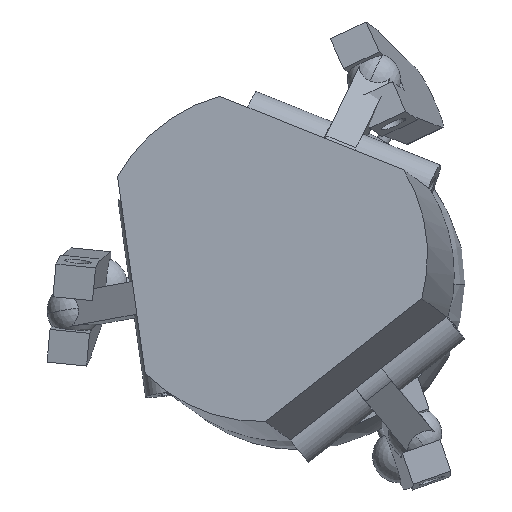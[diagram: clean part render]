
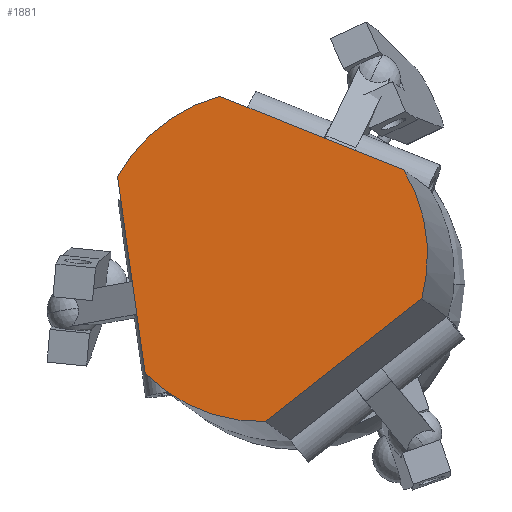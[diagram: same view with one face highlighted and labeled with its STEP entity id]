
A CAD part, left-side view. The second image highlights one B-rep face of the part: STEP entity #1881.
In plain terms, the highlighted face is planar.
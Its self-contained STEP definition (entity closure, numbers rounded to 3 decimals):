
#13 = ORIENTED_EDGE ( 'NONE', *, *, #2858, .T. ) ;
#65 = AXIS2_PLACEMENT_3D ( 'NONE', #2416, #1106, #129 ) ;
#129 = DIRECTION ( 'NONE',  ( 1., 0., 0. ) ) ;
#164 = EDGE_CURVE ( 'NONE', #2354, #2989, #3180, .T. ) ;
#173 = DIRECTION ( 'NONE',  ( 0., 0., 1. ) ) ;
#217 = AXIS2_PLACEMENT_3D ( 'NONE', #3038, #1082, #236 ) ;
#236 = DIRECTION ( 'NONE',  ( 1., 0., 0. ) ) ;
#460 = FACE_OUTER_BOUND ( 'NONE', #2292, .T. ) ;
#471 = ORIENTED_EDGE ( 'NONE', *, *, #164, .T. ) ;
#654 = DIRECTION ( 'NONE',  ( 0., 0., 1. ) ) ;
#757 = CIRCLE ( 'NONE', #3339, 25. ) ;
#872 = ORIENTED_EDGE ( 'NONE', *, *, #1583, .T. ) ;
#980 = VERTEX_POINT ( 'NONE', #2313 ) ;
#1026 = EDGE_CURVE ( 'NONE', #3249, #1667, #1152, .T. ) ;
#1082 = DIRECTION ( 'NONE',  ( 0., 0., 1. ) ) ;
#1106 = DIRECTION ( 'NONE',  ( 0., 0., 1. ) ) ;
#1143 = CARTESIAN_POINT ( 'NONE',  ( -24.821, 2.99, 50. ) ) ;
#1152 = CIRCLE ( 'NONE', #65, 25. ) ;
#1262 = DIRECTION ( 'NONE',  ( -1., 0., 0. ) ) ;
#1341 = LINE ( 'NONE', #1143, #3168 ) ;
#1537 = CARTESIAN_POINT ( 'NONE',  ( -15., 20., 50. ) ) ;
#1583 = EDGE_CURVE ( 'NONE', #1667, #980, #2919, .T. ) ;
#1667 = VERTEX_POINT ( 'NONE', #1712 ) ;
#1712 = CARTESIAN_POINT ( 'NONE',  ( 9.821, -22.99, 50. ) ) ;
#1834 = VERTEX_POINT ( 'NONE', #3024 ) ;
#1881 = ADVANCED_FACE ( 'NONE', ( #460 ), #2872, .T. ) ;
#1882 = VECTOR ( 'NONE', #1262, 1000. ) ;
#1900 = DIRECTION ( 'NONE',  ( 1., 0., 0. ) ) ;
#2292 = EDGE_LOOP ( 'NONE', ( #3010, #2568, #872, #13, #471, #2297 ) ) ;
#2297 = ORIENTED_EDGE ( 'NONE', *, *, #2999, .T. ) ;
#2313 = CARTESIAN_POINT ( 'NONE',  ( 24.821, 2.99, 50. ) ) ;
#2354 = VERTEX_POINT ( 'NONE', #3403 ) ;
#2416 = CARTESIAN_POINT ( 'NONE',  ( 0., 0., 50. ) ) ;
#2508 = CIRCLE ( 'NONE', #3148, 25. ) ;
#2540 = DIRECTION ( 'NONE',  ( 0.5, -0.866, 0. ) ) ;
#2568 = ORIENTED_EDGE ( 'NONE', *, *, #1026, .T. ) ;
#2624 = CARTESIAN_POINT ( 'NONE',  ( -9.821, -22.99, 50. ) ) ;
#2661 = DIRECTION ( 'NONE',  ( 0.5, 0.866, 0. ) ) ;
#2736 = EDGE_CURVE ( 'NONE', #1834, #3249, #1341, .T. ) ;
#2858 = EDGE_CURVE ( 'NONE', #980, #2354, #2508, .T. ) ;
#2860 = CARTESIAN_POINT ( 'NONE',  ( 0., 0., 50. ) ) ;
#2872 = PLANE ( 'NONE',  #217 ) ;
#2919 = LINE ( 'NONE', #2930, #3086 ) ;
#2930 = CARTESIAN_POINT ( 'NONE',  ( 9.821, -22.99, 50. ) ) ;
#2957 = CARTESIAN_POINT ( 'NONE',  ( 15., 20., 50. ) ) ;
#2989 = VERTEX_POINT ( 'NONE', #1537 ) ;
#2991 = DIRECTION ( 'NONE',  ( 1., 0., 0. ) ) ;
#2999 = EDGE_CURVE ( 'NONE', #2989, #1834, #757, .T. ) ;
#3010 = ORIENTED_EDGE ( 'NONE', *, *, #2736, .T. ) ;
#3024 = CARTESIAN_POINT ( 'NONE',  ( -24.821, 2.99, 50. ) ) ;
#3038 = CARTESIAN_POINT ( 'NONE',  ( 0., 0., 50. ) ) ;
#3086 = VECTOR ( 'NONE', #2661, 1000. ) ;
#3148 = AXIS2_PLACEMENT_3D ( 'NONE', #3298, #654, #2991 ) ;
#3168 = VECTOR ( 'NONE', #2540, 1000. ) ;
#3180 = LINE ( 'NONE', #2957, #1882 ) ;
#3249 = VERTEX_POINT ( 'NONE', #2624 ) ;
#3298 = CARTESIAN_POINT ( 'NONE',  ( 0., 0., 50. ) ) ;
#3339 = AXIS2_PLACEMENT_3D ( 'NONE', #2860, #173, #1900 ) ;
#3403 = CARTESIAN_POINT ( 'NONE',  ( 15., 20., 50. ) ) ;
